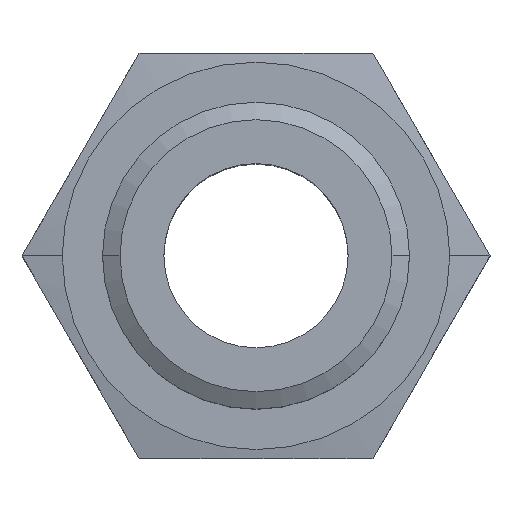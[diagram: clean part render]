
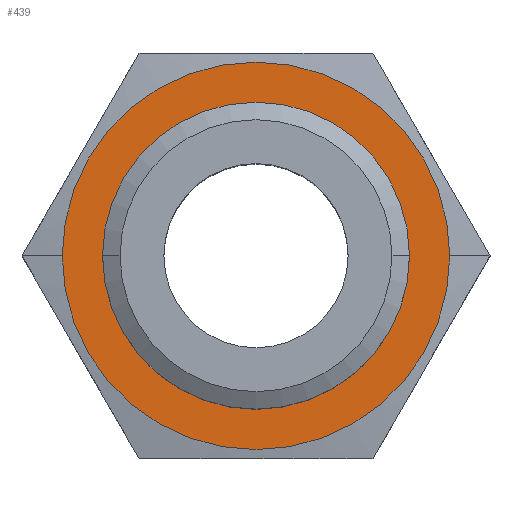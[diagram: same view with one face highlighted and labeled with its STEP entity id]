
A CAD part, top view. The second image highlights one B-rep face of the part: STEP entity #439.
In plain terms, the highlighted planar face has unit normal (0, 0, 1).
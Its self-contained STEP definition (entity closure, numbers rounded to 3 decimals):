
#110 = VERTEX_POINT ( 'NONE', #761 ) ;
#113 = VERTEX_POINT ( 'NONE', #756 ) ;
#231 = EDGE_CURVE ( 'NONE', #232, #233, #1197, .T. ) ;
#232 = VERTEX_POINT ( 'NONE', #1220 ) ;
#233 = VERTEX_POINT ( 'NONE', #1219 ) ;
#253 = EDGE_CURVE ( 'NONE', #113, #110, #1224, .T. ) ;
#278 = EDGE_CURVE ( 'NONE', #110, #113, #1094, .T. ) ;
#439 = ADVANCED_FACE ( 'NONE', ( #901, #900 ), #899, .F. ) ;
#440 = EDGE_LOOP ( 'NONE', ( #441, #442 ) ) ;
#441 = ORIENTED_EDGE ( 'NONE', *, *, #253, .F. ) ;
#442 = ORIENTED_EDGE ( 'NONE', *, *, #278, .F. ) ;
#443 = EDGE_LOOP ( 'NONE', ( #444, #446 ) ) ;
#444 = ORIENTED_EDGE ( 'NONE', *, *, #445, .T. ) ;
#445 = EDGE_CURVE ( 'NONE', #233, #232, #897, .T. ) ;
#446 = ORIENTED_EDGE ( 'NONE', *, *, #231, .T. ) ;
#756 = CARTESIAN_POINT ( 'NONE',  ( 8.331, 0., 3.75 ) ) ;
#761 = CARTESIAN_POINT ( 'NONE',  ( -8.331, 0., 3.75 ) ) ;
#890 = DIRECTION ( 'NONE',  ( 1., 0., 0. ) ) ;
#891 = DIRECTION ( 'NONE',  ( 0., 0., 1. ) ) ;
#892 = CARTESIAN_POINT ( 'NONE',  ( 0., 0., 3.75 ) ) ;
#893 = AXIS2_PLACEMENT_3D ( 'NONE', #892, #891, #890 ) ;
#894 = DIRECTION ( 'NONE',  ( -1., 0., 0. ) ) ;
#895 = DIRECTION ( 'NONE',  ( 0., 0., -1. ) ) ;
#896 = AXIS2_PLACEMENT_3D ( 'NONE', #898, #895, #894 ) ;
#897 = CIRCLE ( 'NONE', #893, 10.516 ) ;
#898 = CARTESIAN_POINT ( 'NONE',  ( 0., 12.702, 3.75 ) ) ;
#899 = PLANE ( 'NONE',  #896 ) ;
#900 = FACE_OUTER_BOUND ( 'NONE', #443, .T. ) ;
#901 = FACE_BOUND ( 'NONE', #440, .T. ) ;
#1075 = DIRECTION ( 'NONE',  ( 1., 0., 0. ) ) ;
#1076 = DIRECTION ( 'NONE',  ( 0., 0., 1. ) ) ;
#1077 = CARTESIAN_POINT ( 'NONE',  ( 0., 0., 3.75 ) ) ;
#1078 = AXIS2_PLACEMENT_3D ( 'NONE', #1077, #1076, #1075 ) ;
#1086 = DIRECTION ( 'NONE',  ( 1., 0., 0. ) ) ;
#1087 = DIRECTION ( 'NONE',  ( 0., 0., 1. ) ) ;
#1088 = CARTESIAN_POINT ( 'NONE',  ( 0., 0., 3.75 ) ) ;
#1089 = AXIS2_PLACEMENT_3D ( 'NONE', #1088, #1087, #1086 ) ;
#1094 = CIRCLE ( 'NONE', #1089, 8.331 ) ;
#1191 = AXIS2_PLACEMENT_3D ( 'NONE', #1223, #1222, #1221 ) ;
#1197 = CIRCLE ( 'NONE', #1191, 10.516 ) ;
#1219 = CARTESIAN_POINT ( 'NONE',  ( -10.516, 0., 3.75 ) ) ;
#1220 = CARTESIAN_POINT ( 'NONE',  ( 10.516, 0., 3.75 ) ) ;
#1221 = DIRECTION ( 'NONE',  ( 1., 0., 0. ) ) ;
#1222 = DIRECTION ( 'NONE',  ( 0., 0., 1. ) ) ;
#1223 = CARTESIAN_POINT ( 'NONE',  ( 0., 0., 3.75 ) ) ;
#1224 = CIRCLE ( 'NONE', #1078, 8.331 ) ;
